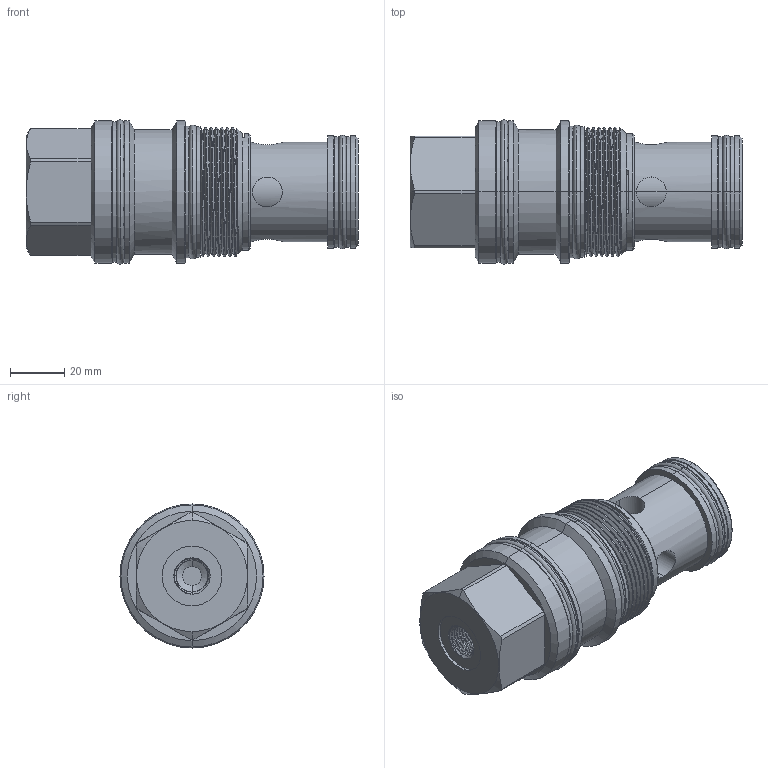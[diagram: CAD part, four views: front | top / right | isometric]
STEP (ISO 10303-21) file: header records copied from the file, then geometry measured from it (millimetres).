
FILE_DESCRIPTION (( 'STEP AP214' ), '1' );
FILE_NAME ('CO19A3F-G02.STEP', '2016-04-15T06:15:56', ( '' ), ( '' ), 'SwSTEP 2.0', 'SolidWorks 2012', '' );
FILE_SCHEMA (( 'AUTOMOTIVE_DESIGN' ));
Length unit declared in the file: millimetre
Products named in the file (1): CO19A3F-G02
Bounding box: 122.34 x 53.11 x 53.11 mm (x, y, z)
Volume: 171730.7 mm3; surface area: 35441.7 mm2
Topology: 6 solids, 6 shells, 206 faces, 481 edges, 301 vertices
Faces by surface type: cylinder 114, cone 39, plane 35, torus 12, bspline 6
Entity records: 9695 total; most frequent: CARTESIAN_POINT 5077, ORIENTED_EDGE 958, DIRECTION 949, EDGE_CURVE 479, AXIS2_PLACEMENT_3D 393, VERTEX_POINT 301, EDGE_LOOP 232, FACE_OUTER_BOUND 206
